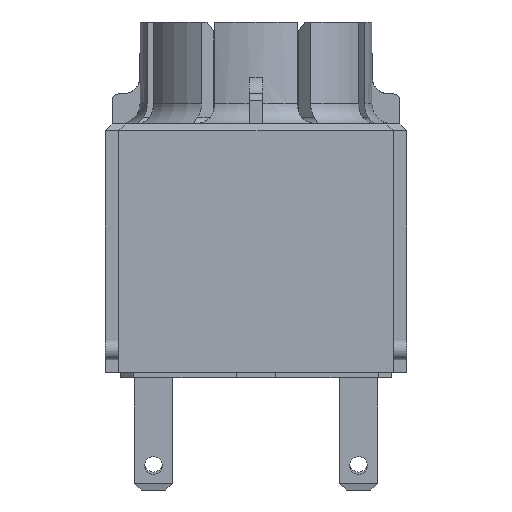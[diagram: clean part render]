
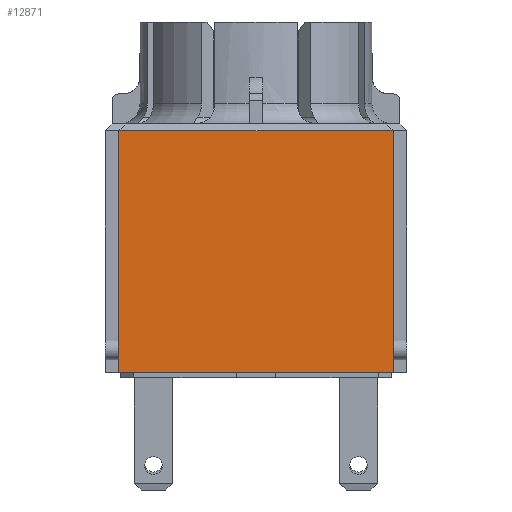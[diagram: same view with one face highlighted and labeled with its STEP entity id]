
A CAD part, front view. The second image highlights one B-rep face of the part: STEP entity #12871.
In plain terms, the highlighted planar face has unit normal (0, -1, 0).
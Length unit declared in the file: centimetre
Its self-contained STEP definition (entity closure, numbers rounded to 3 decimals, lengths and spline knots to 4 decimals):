
#1048=FACE_OUTER_BOUND('',#1770,.T.);
#1770=EDGE_LOOP('',(#8628,#8629,#8630,#8631,#8632,#8633));
#2649=LINE('',#17004,#3981);
#2650=LINE('',#17006,#3982);
#2651=LINE('',#17008,#3983);
#2652=LINE('',#17010,#3984);
#2653=LINE('',#17012,#3985);
#2654=LINE('',#17013,#3986);
#3981=VECTOR('',#14365,2.02);
#3982=VECTOR('',#14366,0.169);
#3983=VECTOR('',#14367,1.611);
#3984=VECTOR('',#14368,2.02);
#3985=VECTOR('',#14369,1.611);
#3986=VECTOR('',#14370,0.169);
#5292=VERTEX_POINT('',#17002);
#5293=VERTEX_POINT('',#17003);
#5294=VERTEX_POINT('',#17005);
#5295=VERTEX_POINT('',#17007);
#5296=VERTEX_POINT('',#17009);
#5297=VERTEX_POINT('',#17011);
#6615=EDGE_CURVE('',#5292,#5293,#2649,.T.);
#6616=EDGE_CURVE('',#5293,#5294,#2650,.T.);
#6617=EDGE_CURVE('',#5294,#5295,#2651,.T.);
#6618=EDGE_CURVE('',#5296,#5295,#2652,.T.);
#6619=EDGE_CURVE('',#5297,#5296,#2653,.T.);
#6620=EDGE_CURVE('',#5292,#5297,#2654,.T.);
#8628=ORIENTED_EDGE('',*,*,#6615,.T.);
#8629=ORIENTED_EDGE('',*,*,#6616,.T.);
#8630=ORIENTED_EDGE('',*,*,#6617,.T.);
#8631=ORIENTED_EDGE('',*,*,#6618,.F.);
#8632=ORIENTED_EDGE('',*,*,#6619,.F.);
#8633=ORIENTED_EDGE('',*,*,#6620,.F.);
#12444=PLANE('',#13590);
#12871=ADVANCED_FACE('',(#1048),#12444,.T.);
#13590=AXIS2_PLACEMENT_3D('',#17001,#14363,#14364);
#14363=DIRECTION('center_axis',(0.,-1.,0.));
#14364=DIRECTION('ref_axis',(0.,0.,-1.));
#14365=DIRECTION('',(1.,0.,0.));
#14366=DIRECTION('',(0.,0.,1.));
#14367=DIRECTION('',(0.,0.,1.));
#14368=DIRECTION('',(1.,0.,0.));
#14369=DIRECTION('',(0.,0.,1.));
#14370=DIRECTION('',(0.,0.,1.));
#17001=CARTESIAN_POINT('Origin',(-1.8529,-0.4517,0.068));
#17002=CARTESIAN_POINT('',(-2.8629,-0.4517,0.068));
#17003=CARTESIAN_POINT('',(-0.8429,-0.4517,0.068));
#17004=CARTESIAN_POINT('',(-2.8629,-0.4517,0.068));
#17005=CARTESIAN_POINT('',(-0.8429,-0.4517,0.237));
#17006=CARTESIAN_POINT('',(-0.8429,-0.4517,0.068));
#17007=CARTESIAN_POINT('',(-0.8429,-0.4517,1.848));
#17008=CARTESIAN_POINT('',(-0.8429,-0.4517,0.068));
#17009=CARTESIAN_POINT('',(-2.8629,-0.4517,1.848));
#17010=CARTESIAN_POINT('',(-1.8529,-0.4517,1.848));
#17011=CARTESIAN_POINT('',(-2.8629,-0.4517,0.237));
#17012=CARTESIAN_POINT('',(-2.8629,-0.4517,0.068));
#17013=CARTESIAN_POINT('',(-2.8629,-0.4517,0.068));
